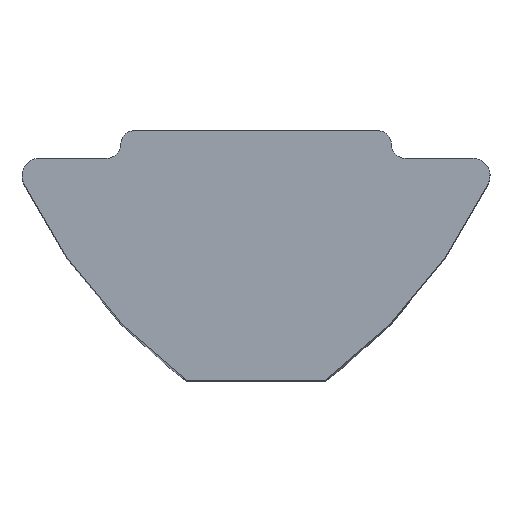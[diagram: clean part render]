
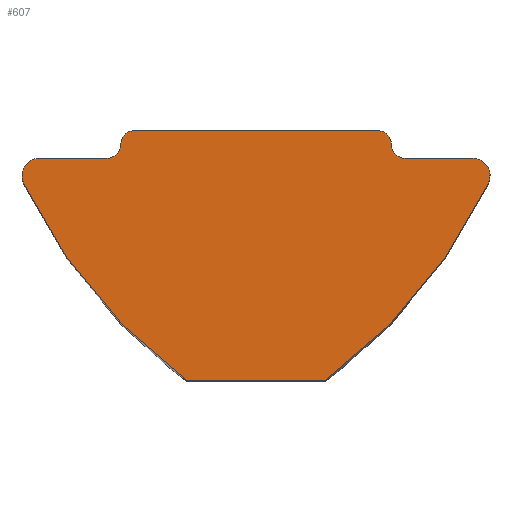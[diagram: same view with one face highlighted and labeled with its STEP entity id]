
A CAD part, top view. The second image highlights one B-rep face of the part: STEP entity #607.
In plain terms, the highlighted planar face has unit normal (0, 0, 1).
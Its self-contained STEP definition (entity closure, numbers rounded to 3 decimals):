
#7 = VERTEX_POINT ( 'NONE', #866 ) ;
#14 = DIRECTION ( 'NONE',  ( 0., 0., 1. ) ) ;
#25 = ORIENTED_EDGE ( 'NONE', *, *, #726, .T. ) ;
#30 = CIRCLE ( 'NONE', #283, 15. ) ;
#42 = EDGE_CURVE ( 'NONE', #462, #7, #211, .T. ) ;
#49 = EDGE_CURVE ( 'NONE', #879, #340, #831, .T. ) ;
#59 = EDGE_LOOP ( 'NONE', ( #210, #485, #147, #844, #77, #25, #499, #566, #127, #624, #790, #856, #372 ) ) ;
#77 = ORIENTED_EDGE ( 'NONE', *, *, #953, .T. ) ;
#98 = CARTESIAN_POINT ( 'NONE',  ( 3.5, -0.4, 22. ) ) ;
#99 = DIRECTION ( 'NONE',  ( 0., 0., 1. ) ) ;
#101 = VERTEX_POINT ( 'NONE', #659 ) ;
#102 = DIRECTION ( 'NONE',  ( 1., 0., 0. ) ) ;
#109 = VERTEX_POINT ( 'NONE', #646 ) ;
#112 = CIRCLE ( 'NONE', #194, 0.4 ) ;
#122 = CARTESIAN_POINT ( 'NONE',  ( -6.25, -1.3, 22. ) ) ;
#127 = ORIENTED_EDGE ( 'NONE', *, *, #747, .T. ) ;
#147 = ORIENTED_EDGE ( 'NONE', *, *, #985, .T. ) ;
#155 = EDGE_CURVE ( 'NONE', #7, #879, #884, .T. ) ;
#166 = VERTEX_POINT ( 'NONE', #576 ) ;
#169 = AXIS2_PLACEMENT_3D ( 'NONE', #98, #99, #102 ) ;
#182 = VERTEX_POINT ( 'NONE', #550 ) ;
#194 = AXIS2_PLACEMENT_3D ( 'NONE', #766, #768, #773 ) ;
#199 = CARTESIAN_POINT ( 'NONE',  ( -2., -7.2, 22. ) ) ;
#210 = ORIENTED_EDGE ( 'NONE', *, *, #155, .T. ) ;
#211 = CIRCLE ( 'NONE', #565, 0.5 ) ;
#220 = DIRECTION ( 'NONE',  ( 1., 0., 0. ) ) ;
#227 = CIRCLE ( 'NONE', #266, 0.5 ) ;
#230 = PLANE ( 'NONE',  #328 ) ;
#255 = CIRCLE ( 'NONE', #281, 0.4 ) ;
#266 = AXIS2_PLACEMENT_3D ( 'NONE', #122, #14, #220 ) ;
#270 = CARTESIAN_POINT ( 'NONE',  ( 6.702, -1.514, 22. ) ) ;
#279 = LINE ( 'NONE', #961, #681 ) ;
#281 = AXIS2_PLACEMENT_3D ( 'NONE', #900, #902, #914 ) ;
#283 = AXIS2_PLACEMENT_3D ( 'NONE', #355, #357, #361 ) ;
#286 = AXIS2_PLACEMENT_3D ( 'NONE', #815, #927, #300 ) ;
#300 = DIRECTION ( 'NONE',  ( 1., 0., 0. ) ) ;
#303 = CIRCLE ( 'NONE', #169, 0.4 ) ;
#315 = AXIS2_PLACEMENT_3D ( 'NONE', #531, #478, #380 ) ;
#321 = DIRECTION ( 'NONE',  ( -1., 0., 0. ) ) ;
#325 = CIRCLE ( 'NONE', #315, 0.5 ) ;
#327 = CARTESIAN_POINT ( 'NONE',  ( 4.3, -0.8, 22. ) ) ;
#328 = AXIS2_PLACEMENT_3D ( 'NONE', #718, #963, #548 ) ;
#340 = VERTEX_POINT ( 'NONE', #389 ) ;
#350 = DIRECTION ( 'NONE',  ( 1., 0., 0. ) ) ;
#355 = CARTESIAN_POINT ( 'NONE',  ( -6.854, 4.908, 22. ) ) ;
#357 = DIRECTION ( 'NONE',  ( 0., 0., 1. ) ) ;
#361 = DIRECTION ( 'NONE',  ( -1., 0., 0. ) ) ;
#372 = ORIENTED_EDGE ( 'NONE', *, *, #42, .T. ) ;
#373 = CARTESIAN_POINT ( 'NONE',  ( 3.9, 0., 22. ) ) ;
#380 = DIRECTION ( 'NONE',  ( 1., 0., 0. ) ) ;
#389 = CARTESIAN_POINT ( 'NONE',  ( 3.9, -0.4, 22. ) ) ;
#426 = VECTOR ( 'NONE', #321, 1000. ) ;
#437 = VECTOR ( 'NONE', #490, 1000. ) ;
#462 = VERTEX_POINT ( 'NONE', #270 ) ;
#468 = CARTESIAN_POINT ( 'NONE',  ( -3.9, -0.8, 22. ) ) ;
#478 = DIRECTION ( 'NONE',  ( 0., 0., 1. ) ) ;
#485 = ORIENTED_EDGE ( 'NONE', *, *, #49, .T. ) ;
#490 = DIRECTION ( 'NONE',  ( -1., 0., 0. ) ) ;
#496 = CARTESIAN_POINT ( 'NONE',  ( 2., -7.2, 22. ) ) ;
#499 = ORIENTED_EDGE ( 'NONE', *, *, #778, .T. ) ;
#531 = CARTESIAN_POINT ( 'NONE',  ( -6.25, -1.3, 22. ) ) ;
#548 = DIRECTION ( 'NONE',  ( 1., 0., 0. ) ) ;
#550 = CARTESIAN_POINT ( 'NONE',  ( -6.75, -1.3, 22. ) ) ;
#558 = AXIS2_PLACEMENT_3D ( 'NONE', #764, #752, #749 ) ;
#565 = AXIS2_PLACEMENT_3D ( 'NONE', #810, #804, #800 ) ;
#566 = ORIENTED_EDGE ( 'NONE', *, *, #668, .T. ) ;
#573 = DIRECTION ( 'NONE',  ( -1., 0., 0. ) ) ;
#576 = CARTESIAN_POINT ( 'NONE',  ( -3.9, -0.4, 22. ) ) ;
#578 = CARTESIAN_POINT ( 'NONE',  ( 3.9, -0.8, 22. ) ) ;
#607 = ADVANCED_FACE ( 'NONE', ( #642 ), #230, .T. ) ;
#608 = LINE ( 'NONE', #468, #437 ) ;
#624 = ORIENTED_EDGE ( 'NONE', *, *, #710, .T. ) ;
#642 = FACE_OUTER_BOUND ( 'NONE', #59, .T. ) ;
#646 = CARTESIAN_POINT ( 'NONE',  ( -6.25, -0.8, 22. ) ) ;
#659 = CARTESIAN_POINT ( 'NONE',  ( -4.3, -0.8, 22. ) ) ;
#668 = EDGE_CURVE ( 'NONE', #109, #182, #325, .T. ) ;
#669 = CARTESIAN_POINT ( 'NONE',  ( -6.702, -1.514, 22. ) ) ;
#681 = VECTOR ( 'NONE', #350, 1000. ) ;
#703 = EDGE_CURVE ( 'NONE', #814, #897, #279, .T. ) ;
#709 = CARTESIAN_POINT ( 'NONE',  ( -3.5, 0., 22. ) ) ;
#710 = EDGE_CURVE ( 'NONE', #934, #814, #889, .T. ) ;
#718 = CARTESIAN_POINT ( 'NONE',  ( -6.25, -1.3, 22. ) ) ;
#726 = EDGE_CURVE ( 'NONE', #166, #101, #255, .T. ) ;
#747 = EDGE_CURVE ( 'NONE', #182, #934, #227, .T. ) ;
#749 = DIRECTION ( 'NONE',  ( 1., 0., 0. ) ) ;
#750 = VERTEX_POINT ( 'NONE', #896 ) ;
#752 = DIRECTION ( 'NONE',  ( 0., 0., -1. ) ) ;
#762 = VERTEX_POINT ( 'NONE', #709 ) ;
#764 = CARTESIAN_POINT ( 'NONE',  ( 4.3, -0.4, 22. ) ) ;
#766 = CARTESIAN_POINT ( 'NONE',  ( -3.5, -0.4, 22. ) ) ;
#768 = DIRECTION ( 'NONE',  ( 0., 0., 1. ) ) ;
#773 = DIRECTION ( 'NONE',  ( 1., 0., 0. ) ) ;
#778 = EDGE_CURVE ( 'NONE', #101, #109, #608, .T. ) ;
#790 = ORIENTED_EDGE ( 'NONE', *, *, #703, .T. ) ;
#800 = DIRECTION ( 'NONE',  ( -1., 0., 0. ) ) ;
#804 = DIRECTION ( 'NONE',  ( 0., 0., 1. ) ) ;
#810 = CARTESIAN_POINT ( 'NONE',  ( 6.25, -1.3, 22. ) ) ;
#814 = VERTEX_POINT ( 'NONE', #199 ) ;
#815 = CARTESIAN_POINT ( 'NONE',  ( 6.854, 4.908, 22. ) ) ;
#831 = CIRCLE ( 'NONE', #558, 0.4 ) ;
#844 = ORIENTED_EDGE ( 'NONE', *, *, #887, .T. ) ;
#850 = LINE ( 'NONE', #373, #426 ) ;
#856 = ORIENTED_EDGE ( 'NONE', *, *, #878, .T. ) ;
#866 = CARTESIAN_POINT ( 'NONE',  ( 6.25, -0.8, 22. ) ) ;
#878 = EDGE_CURVE ( 'NONE', #897, #462, #30, .T. ) ;
#879 = VERTEX_POINT ( 'NONE', #327 ) ;
#884 = LINE ( 'NONE', #578, #905 ) ;
#887 = EDGE_CURVE ( 'NONE', #750, #762, #850, .T. ) ;
#889 = CIRCLE ( 'NONE', #286, 15. ) ;
#896 = CARTESIAN_POINT ( 'NONE',  ( 3.5, 0., 22. ) ) ;
#897 = VERTEX_POINT ( 'NONE', #496 ) ;
#900 = CARTESIAN_POINT ( 'NONE',  ( -4.3, -0.4, 22. ) ) ;
#902 = DIRECTION ( 'NONE',  ( 0., 0., -1. ) ) ;
#905 = VECTOR ( 'NONE', #573, 1000. ) ;
#914 = DIRECTION ( 'NONE',  ( 1., 0., 0. ) ) ;
#927 = DIRECTION ( 'NONE',  ( 0., 0., 1. ) ) ;
#934 = VERTEX_POINT ( 'NONE', #669 ) ;
#953 = EDGE_CURVE ( 'NONE', #762, #166, #112, .T. ) ;
#961 = CARTESIAN_POINT ( 'NONE',  ( -2., -7.2, 22. ) ) ;
#963 = DIRECTION ( 'NONE',  ( 0., 0., 1. ) ) ;
#985 = EDGE_CURVE ( 'NONE', #340, #750, #303, .T. ) ;
